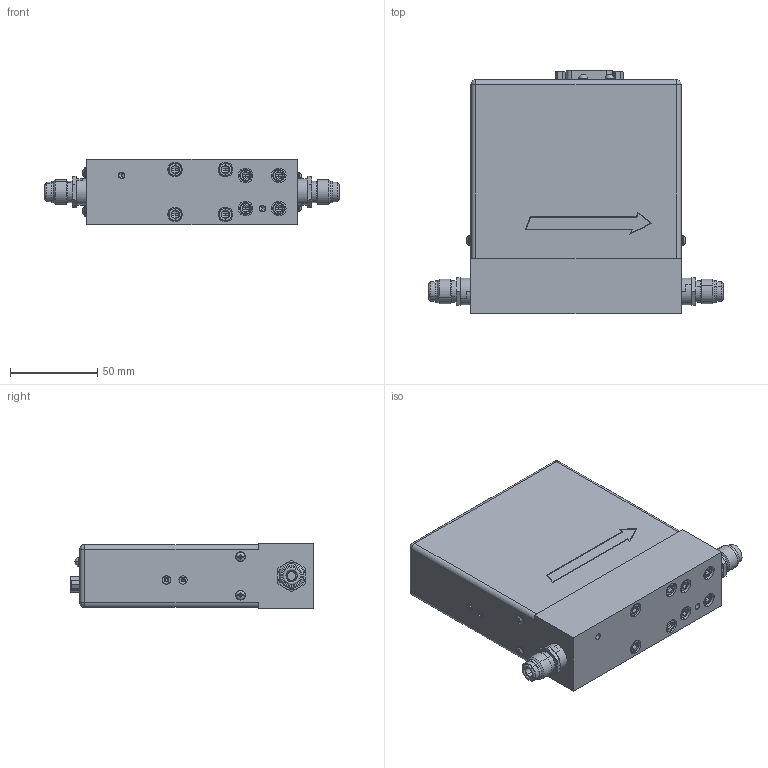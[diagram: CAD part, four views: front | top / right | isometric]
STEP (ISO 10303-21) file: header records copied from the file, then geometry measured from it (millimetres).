
FILE_DESCRIPTION((''),'2;1');
FILE_NAME('649AXXXXXXXXR','2009-03-09T',('CockrofM'),('MKS Instruments, Inc.'),'PRO/ENGINEER BY PARAMETRIC TECHNOLOGY CORPORATION, 2005030','PRO/ENGINEER BY PARAMETRIC TECHNOLOGY CORPORATION, 2005030','');
FILE_SCHEMA(('CONFIG_CONTROL_DESIGN'));
Length unit declared in the file: inch
Products named in the file (1): 649AXXXXXXXXR
Bounding box: 169.16 x 139.75 x 37.59 mm (x, y, z)
Volume: 196960 mm3; surface area: 111440.3 mm2
Topology: 11 solids, 11 shells, 1618 faces, 3944 edges, 2314 vertices
Faces by surface type: plane 834, cylinder 436, bspline 128, cone 126, torus 74, sphere 20
Entity records: 52255 total; most frequent: CARTESIAN_POINT 15399, ORIENTED_EDGE 7592, DIRECTION 7524, EDGE_CURVE 3796, AXIS2_PLACEMENT_3D 2630, VERTEX_POINT 2390, VECTOR 2264, LINE 2264
